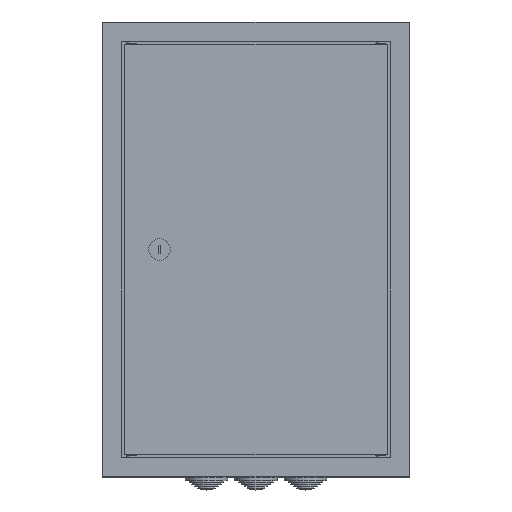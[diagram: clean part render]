
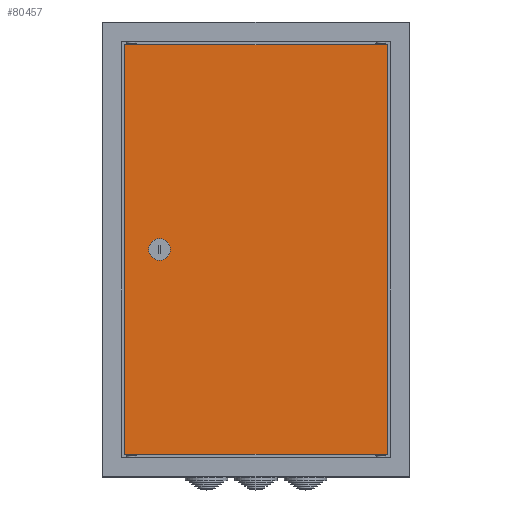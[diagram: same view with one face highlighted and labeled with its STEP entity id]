
A CAD part, top view. The second image highlights one B-rep face of the part: STEP entity #80457.
In plain terms, the highlighted planar face has unit normal (0, 0, 1).
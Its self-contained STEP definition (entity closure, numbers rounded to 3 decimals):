
#1555 = DIRECTION ( 'NONE',  ( 0., 0., -1. ) ) ;
#1848 = DIRECTION ( 'NONE',  ( 0., -1., 0. ) ) ;
#3923 = AXIS2_PLACEMENT_3D ( 'NONE', #90626, #1555, #16728 ) ;
#5332 = VERTEX_POINT ( 'NONE', #82107 ) ;
#10882 = EDGE_CURVE ( 'NONE', #39601, #5332, #64933, .T. ) ;
#11982 = CIRCLE ( 'NONE', #72333, 11. ) ;
#14957 = EDGE_CURVE ( 'NONE', #103928, #5332, #84419, .T. ) ;
#15160 = VECTOR ( 'NONE', #97177, 1000. ) ;
#16728 = DIRECTION ( 'NONE',  ( -1., 0., 0. ) ) ;
#17535 = CARTESIAN_POINT ( 'NONE',  ( -132.5, -207., 138.2 ) ) ;
#18866 = ORIENTED_EDGE ( 'NONE', *, *, #10882, .T. ) ;
#21228 = CARTESIAN_POINT ( 'NONE',  ( -97.5, 0., 138.2 ) ) ;
#24362 = DIRECTION ( 'NONE',  ( 0., 0., -1. ) ) ;
#24643 = ORIENTED_EDGE ( 'NONE', *, *, #47314, .T. ) ;
#26682 = CARTESIAN_POINT ( 'NONE',  ( 132.5, 0., 138.2 ) ) ;
#28164 = CARTESIAN_POINT ( 'NONE',  ( 0., 207., 138.2 ) ) ;
#31618 = ORIENTED_EDGE ( 'NONE', *, *, #48496, .T. ) ;
#33416 = FACE_BOUND ( 'NONE', #88405, .T. ) ;
#35004 = PLANE ( 'NONE',  #3923 ) ;
#36100 = VERTEX_POINT ( 'NONE', #102130 ) ;
#37903 = DIRECTION ( 'NONE',  ( 0., 0., -1. ) ) ;
#37951 = VERTEX_POINT ( 'NONE', #62910 ) ;
#39601 = VERTEX_POINT ( 'NONE', #17535 ) ;
#42736 = VECTOR ( 'NONE', #101548, 1000. ) ;
#43313 = ORIENTED_EDGE ( 'NONE', *, *, #84918, .T. ) ;
#47314 = EDGE_CURVE ( 'NONE', #37951, #36100, #61092, .T. ) ;
#48364 = CARTESIAN_POINT ( 'NONE',  ( -132.5, 207., 138.2 ) ) ;
#48486 = VECTOR ( 'NONE', #77168, 1000. ) ;
#48496 = EDGE_CURVE ( 'NONE', #56673, #39601, #81029, .T. ) ;
#48884 = ORIENTED_EDGE ( 'NONE', *, *, #14957, .F. ) ;
#53543 = LINE ( 'NONE', #28164, #42736 ) ;
#56673 = VERTEX_POINT ( 'NONE', #48364 ) ;
#58297 = DIRECTION ( 'NONE',  ( 1., 0., 0. ) ) ;
#59675 = CARTESIAN_POINT ( 'NONE',  ( 132.5, 207., 138.2 ) ) ;
#61092 = CIRCLE ( 'NONE', #74960, 11. ) ;
#62910 = CARTESIAN_POINT ( 'NONE',  ( -86.5, 0., 138.2 ) ) ;
#64933 = LINE ( 'NONE', #69104, #48486 ) ;
#69104 = CARTESIAN_POINT ( 'NONE',  ( 0., -207., 138.2 ) ) ;
#69855 = EDGE_LOOP ( 'NONE', ( #18866, #48884, #81378, #31618 ) ) ;
#70908 = DIRECTION ( 'NONE',  ( 1., 0., 0. ) ) ;
#72333 = AXIS2_PLACEMENT_3D ( 'NONE', #21228, #37903, #70908 ) ;
#74960 = AXIS2_PLACEMENT_3D ( 'NONE', #75092, #24362, #58297 ) ;
#75092 = CARTESIAN_POINT ( 'NONE',  ( -97.5, 0., 138.2 ) ) ;
#77168 = DIRECTION ( 'NONE',  ( 1., 0., 0. ) ) ;
#78735 = EDGE_CURVE ( 'NONE', #56673, #103928, #53543, .T. ) ;
#80457 = ADVANCED_FACE ( 'NONE', ( #33416, #91139 ), #35004, .F. ) ;
#81029 = LINE ( 'NONE', #89658, #15160 ) ;
#81378 = ORIENTED_EDGE ( 'NONE', *, *, #78735, .F. ) ;
#82107 = CARTESIAN_POINT ( 'NONE',  ( 132.5, -207., 138.2 ) ) ;
#83869 = VECTOR ( 'NONE', #1848, 1000. ) ;
#84419 = LINE ( 'NONE', #26682, #83869 ) ;
#84918 = EDGE_CURVE ( 'NONE', #36100, #37951, #11982, .T. ) ;
#88405 = EDGE_LOOP ( 'NONE', ( #24643, #43313 ) ) ;
#89658 = CARTESIAN_POINT ( 'NONE',  ( -132.5, 1242., 138.2 ) ) ;
#90626 = CARTESIAN_POINT ( 'NONE',  ( 0., 0., 138.2 ) ) ;
#91139 = FACE_OUTER_BOUND ( 'NONE', #69855, .T. ) ;
#97177 = DIRECTION ( 'NONE',  ( 0., -1., 0. ) ) ;
#101548 = DIRECTION ( 'NONE',  ( 1., 0., 0. ) ) ;
#102130 = CARTESIAN_POINT ( 'NONE',  ( -108.5, 0., 138.2 ) ) ;
#103928 = VERTEX_POINT ( 'NONE', #59675 ) ;
